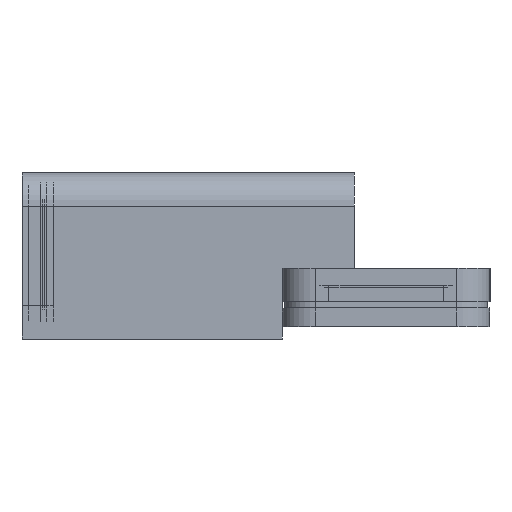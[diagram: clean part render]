
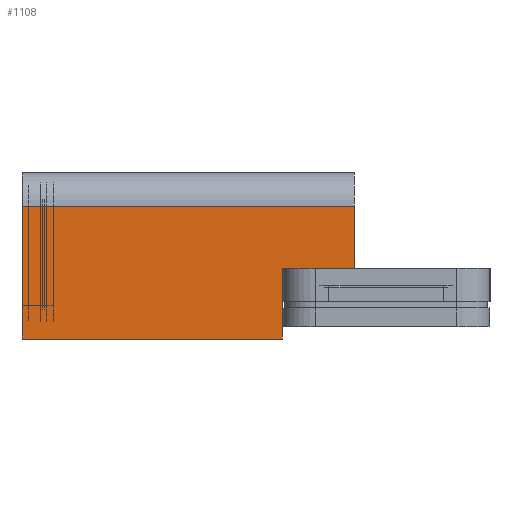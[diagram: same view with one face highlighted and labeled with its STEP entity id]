
A CAD part, left-side view. The second image highlights one B-rep face of the part: STEP entity #1108.
In plain terms, the highlighted planar face has unit normal (-1, 0, 0).
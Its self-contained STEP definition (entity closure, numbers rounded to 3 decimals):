
#882=CARTESIAN_POINT('Vertex',(-79.5,17.25,17.)) ;
#886=CARTESIAN_POINT('Control Point',(-79.5,17.25,0.)) ;
#887=CARTESIAN_POINT('Control Point',(-79.5,17.25,17.)) ;
#888=CARTESIAN_POINT('Vertex',(-79.5,17.25,0.)) ;
#937=CARTESIAN_POINT('Vertex',(-79.5,0.,17.)) ;
#965=CARTESIAN_POINT('Vertex',(-79.5,0.,32.)) ;
#968=CARTESIAN_POINT('Line Origine',(-79.5,0.,24.5)) ;
#992=CARTESIAN_POINT('Line Origine',(-79.5,8.625,17.)) ;
#1076=CARTESIAN_POINT('Axis2P3D Location',(-79.5,0.,0.)) ;
#1081=CARTESIAN_POINT('Line Origine',(-79.5,40.,32.)) ;
#1085=CARTESIAN_POINT('Vertex',(-79.5,80.,32.)) ;
#1088=CARTESIAN_POINT('Line Origine',(-79.5,80.,16.)) ;
#1092=CARTESIAN_POINT('Vertex',(-79.5,80.,0.)) ;
#1095=CARTESIAN_POINT('Line Origine',(-79.5,48.625,0.)) ;
#969=DIRECTION('Vector Direction',(0.,0.,1.)) ;
#993=DIRECTION('Vector Direction',(0.,1.,0.)) ;
#1077=DIRECTION('Axis2P3D Direction',(-1.,0.,0.)) ;
#1078=DIRECTION('Axis2P3D XDirection',(0.,0.,1.)) ;
#1082=DIRECTION('Vector Direction',(0.,1.,0.)) ;
#1089=DIRECTION('Vector Direction',(0.,0.,1.)) ;
#1096=DIRECTION('Vector Direction',(0.,1.,0.)) ;
#1079=AXIS2_PLACEMENT_3D('Plane Axis2P3D',#1076,#1077,#1078) ;
#1101=ORIENTED_EDGE('',*,*,#996,.F.) ;
#1102=ORIENTED_EDGE('',*,*,#972,.T.) ;
#1103=ORIENTED_EDGE('',*,*,#1087,.T.) ;
#1104=ORIENTED_EDGE('',*,*,#1094,.F.) ;
#1105=ORIENTED_EDGE('',*,*,#1099,.F.) ;
#1106=ORIENTED_EDGE('',*,*,#890,.F.) ;
#970=VECTOR('Line Direction',#969,1.) ;
#994=VECTOR('Line Direction',#993,1.) ;
#1083=VECTOR('Line Direction',#1082,1.) ;
#1090=VECTOR('Line Direction',#1089,1.) ;
#1097=VECTOR('Line Direction',#1096,1.) ;
#1108=ADVANCED_FACE('\X2\96F64EF651E04F554F53\X0\',(#1107),#1080,.T.) ;
#885=B_SPLINE_CURVE_WITH_KNOTS('',1,(#886,#887),.UNSPECIFIED.,.F.,.U.,(2,2),(0.,17.),.UNSPECIFIED.) ;
#890=EDGE_CURVE('',#883,#889,#885,.F.) ;
#972=EDGE_CURVE('',#938,#966,#971,.T.) ;
#996=EDGE_CURVE('',#938,#883,#995,.T.) ;
#1087=EDGE_CURVE('',#966,#1086,#1084,.T.) ;
#1094=EDGE_CURVE('',#1093,#1086,#1091,.T.) ;
#1099=EDGE_CURVE('',#889,#1093,#1098,.T.) ;
#1100=EDGE_LOOP('',(#1101,#1102,#1103,#1104,#1105,#1106)) ;
#1107=FACE_OUTER_BOUND('',#1100,.T.) ;
#971=LINE('Line',#968,#970) ;
#995=LINE('Line',#992,#994) ;
#1084=LINE('Line',#1081,#1083) ;
#1091=LINE('Line',#1088,#1090) ;
#1098=LINE('Line',#1095,#1097) ;
#1080=PLANE('',#1079) ;
#883=VERTEX_POINT('',#882) ;
#889=VERTEX_POINT('',#888) ;
#938=VERTEX_POINT('',#937) ;
#966=VERTEX_POINT('',#965) ;
#1086=VERTEX_POINT('',#1085) ;
#1093=VERTEX_POINT('',#1092) ;
